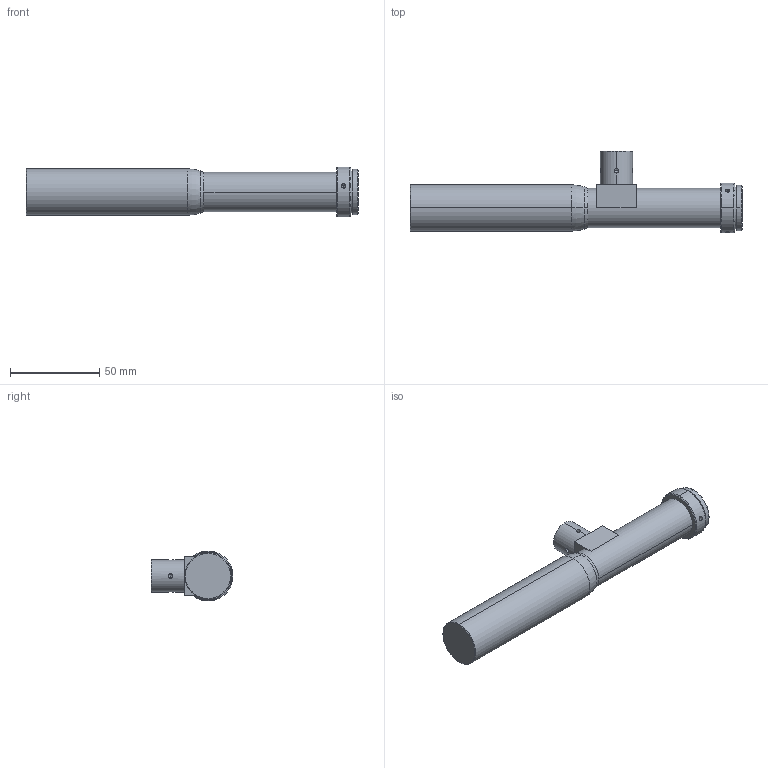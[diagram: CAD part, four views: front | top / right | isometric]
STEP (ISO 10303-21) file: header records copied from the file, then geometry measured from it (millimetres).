
FILE_DESCRIPTION (( 'STEP AP203' ), '1' );
FILE_NAME ('WWH10-410CT.STEP', '2019-12-03T03:30:10', ( 'Windows 蚚誧' ), ( '' ), 'SwSTEP 2.0', 'SolidWorks 2017', '' );
FILE_SCHEMA (( 'CONFIG_CONTROL_DESIGN' ));
Length unit declared in the file: millimetre
Products named in the file (1): WWH10-410CT
Bounding box: 186.2 x 45.9 x 28 mm (x, y, z)
Volume: 93153.3 mm3; surface area: 17916.3 mm2
Topology: 1 solids, 1 shells, 82 faces, 197 edges, 109 vertices
Faces by surface type: cylinder 36, cone 32, plane 12, torus 2
Entity records: 2502 total; most frequent: CARTESIAN_POINT 617, DIRECTION 399, ORIENTED_EDGE 350, EDGE_CURVE 175, AXIS2_PLACEMENT_3D 159, VERTEX_POINT 109, EDGE_LOOP 96, FACE_OUTER_BOUND 82
